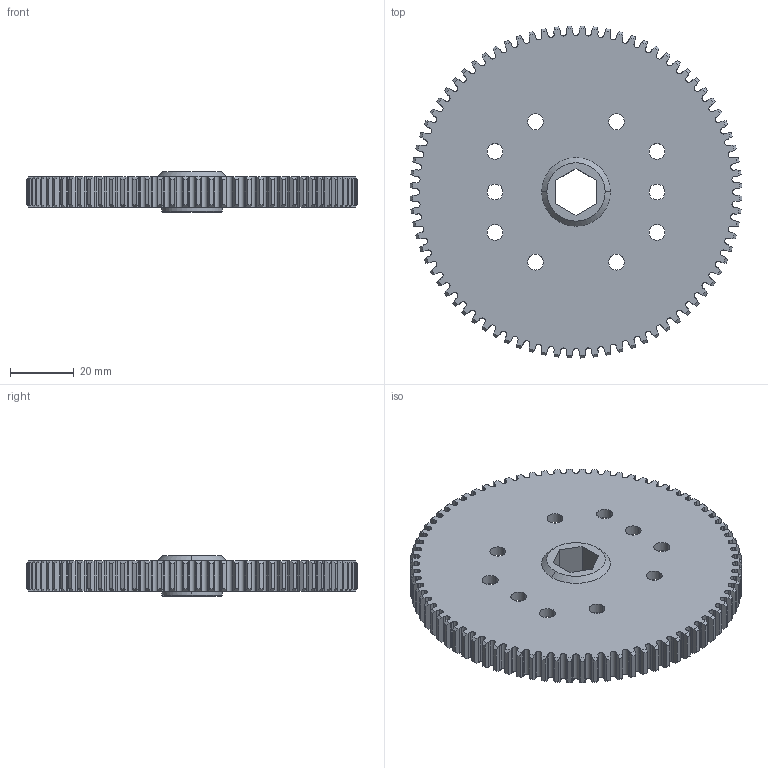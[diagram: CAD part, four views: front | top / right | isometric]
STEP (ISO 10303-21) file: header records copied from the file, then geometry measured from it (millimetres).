
FILE_DESCRIPTION (( 'STEP AP203' ), '1' );
FILE_NAME ('REV-21-1951.STEP', '2022-03-31T16:30:02', ( '' ), ( '' ), 'SwSTEP 2.0', 'SolidWorks 2022', '' );
FILE_SCHEMA (( 'CONFIG_CONTROL_DESIGN' ));
Products named in the file (1): REV-21-1951
Bounding box: 104.1 x 104.1 x 12.7 mm (x, y, z)
Volume: 30938 mm3; surface area: 24758.9 mm2
Topology: 1 solids, 1 shells, 886 faces, 2640 edges, 1758 vertices
Faces by surface type: bspline 320, cylinder 219, plane 178, cone 165, torus 4
Entity records: 39358 total; most frequent: CARTESIAN_POINT 17847, ORIENTED_EDGE 5280, DIRECTION 3351, EDGE_CURVE 2640, VERTEX_POINT 1758, AXIS2_PLACEMENT_3D 1182, B_SPLINE_CURVE_WITH_KNOTS 1038, LINE 987
